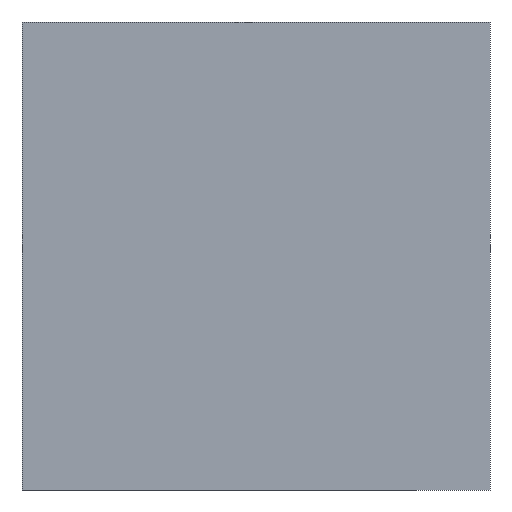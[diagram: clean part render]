
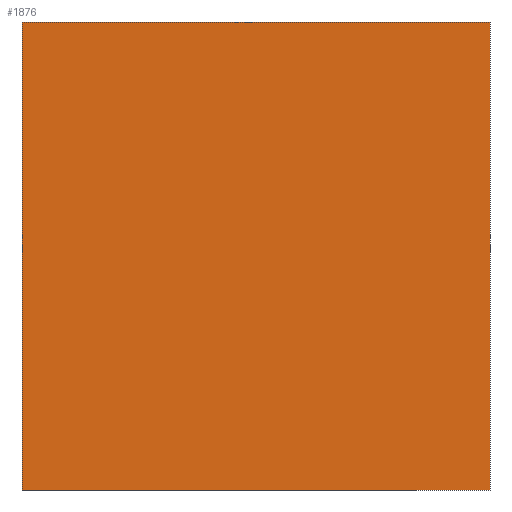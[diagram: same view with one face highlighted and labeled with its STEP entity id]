
A CAD part, left-side view. The second image highlights one B-rep face of the part: STEP entity #1876.
In plain terms, the highlighted planar face has unit normal (-1, 0, 0).
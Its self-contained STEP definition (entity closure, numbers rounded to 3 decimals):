
#215 = CARTESIAN_POINT ( 'NONE',  ( 0., 0., 30. ) ) ;
#223 = EDGE_CURVE ( 'NONE', #1631, #1852, #1175, .T. ) ;
#233 = VECTOR ( 'NONE', #1609, 1000. ) ;
#237 = VERTEX_POINT ( 'NONE', #1485 ) ;
#390 = CARTESIAN_POINT ( 'NONE',  ( 0., 0., 30. ) ) ;
#424 = EDGE_LOOP ( 'NONE', ( #1511, #635, #992, #1516 ) ) ;
#618 = EDGE_CURVE ( 'NONE', #1552, #1631, #689, .T. ) ;
#635 = ORIENTED_EDGE ( 'NONE', *, *, #223, .F. ) ;
#689 = LINE ( 'NONE', #215, #1747 ) ;
#698 = LINE ( 'NONE', #1018, #1391 ) ;
#845 = CARTESIAN_POINT ( 'NONE',  ( 0., 0., 0. ) ) ;
#848 = PLANE ( 'NONE',  #1779 ) ;
#960 = CARTESIAN_POINT ( 'NONE',  ( 0., 30., 30. ) ) ;
#976 = CARTESIAN_POINT ( 'NONE',  ( 0., 0., 0. ) ) ;
#992 = ORIENTED_EDGE ( 'NONE', *, *, #618, .F. ) ;
#1018 = CARTESIAN_POINT ( 'NONE',  ( 0., 30., 30. ) ) ;
#1089 = CARTESIAN_POINT ( 'NONE',  ( 0., 0., 30. ) ) ;
#1136 = DIRECTION ( 'NONE',  ( 0., 0., -1. ) ) ;
#1175 = LINE ( 'NONE', #1446, #233 ) ;
#1176 = DIRECTION ( 'NONE',  ( 0., -1., 0. ) ) ;
#1278 = EDGE_CURVE ( 'NONE', #237, #1852, #1935, .T. ) ;
#1296 = DIRECTION ( 'NONE',  ( 0., 0., -1. ) ) ;
#1391 = VECTOR ( 'NONE', #1296, 1000. ) ;
#1446 = CARTESIAN_POINT ( 'NONE',  ( 0., 0., 30. ) ) ;
#1450 = DIRECTION ( 'NONE',  ( 1., 0., 0. ) ) ;
#1462 = FACE_OUTER_BOUND ( 'NONE', #424, .T. ) ;
#1485 = CARTESIAN_POINT ( 'NONE',  ( 0., 30., 0. ) ) ;
#1511 = ORIENTED_EDGE ( 'NONE', *, *, #1278, .T. ) ;
#1516 = ORIENTED_EDGE ( 'NONE', *, *, #1915, .T. ) ;
#1552 = VERTEX_POINT ( 'NONE', #960 ) ;
#1609 = DIRECTION ( 'NONE',  ( 0., 0., -1. ) ) ;
#1631 = VERTEX_POINT ( 'NONE', #1089 ) ;
#1747 = VECTOR ( 'NONE', #1969, 1000. ) ;
#1779 = AXIS2_PLACEMENT_3D ( 'NONE', #390, #1450, #1136 ) ;
#1852 = VERTEX_POINT ( 'NONE', #976 ) ;
#1876 = ADVANCED_FACE ( 'NONE', ( #1462 ), #848, .F. ) ;
#1915 = EDGE_CURVE ( 'NONE', #1552, #237, #698, .T. ) ;
#1935 = LINE ( 'NONE', #845, #1981 ) ;
#1969 = DIRECTION ( 'NONE',  ( 0., -1., 0. ) ) ;
#1981 = VECTOR ( 'NONE', #1176, 1000. ) ;
